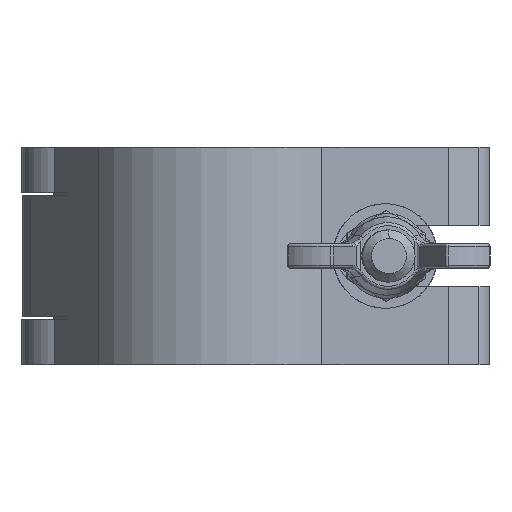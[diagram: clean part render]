
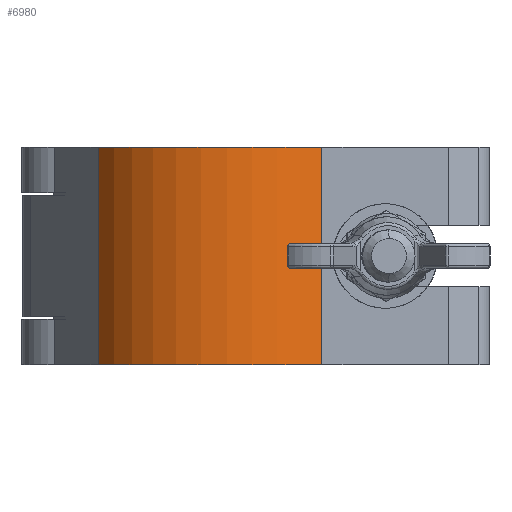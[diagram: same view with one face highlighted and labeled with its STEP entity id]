
A CAD part, front view. The second image highlights one B-rep face of the part: STEP entity #6980.
In plain terms, the highlighted cylindrical face has radius 35.4 mm (diameter 70.8 mm), a partial arc.
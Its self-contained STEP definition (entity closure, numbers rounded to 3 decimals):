
#274 = AXIS2_PLACEMENT_3D ( 'NONE', #5629, #6456, #3425 ) ;
#988 = CARTESIAN_POINT ( 'NONE',  ( 16.54, 43.218, 24.95 ) ) ;
#1050 = ORIENTED_EDGE ( 'NONE', *, *, #6555, .T. ) ;
#1108 = EDGE_LOOP ( 'NONE', ( #1050, #3126, #2539, #6944 ) ) ;
#1165 = CARTESIAN_POINT ( 'NONE',  ( 67.5, 54.04, 24.95 ) ) ;
#1438 = VERTEX_POINT ( 'NONE', #2983 ) ;
#1834 = LINE ( 'NONE', #1165, #9112 ) ;
#1889 = DIRECTION ( 'NONE',  ( 0., 0., 1. ) ) ;
#2018 = VERTEX_POINT ( 'NONE', #3492 ) ;
#2539 = ORIENTED_EDGE ( 'NONE', *, *, #8262, .F. ) ;
#2610 = CARTESIAN_POINT ( 'NONE',  ( 67.5, 54.04, 24.95 ) ) ;
#2793 = DIRECTION ( 'NONE',  ( 0., 0., 1. ) ) ;
#2983 = CARTESIAN_POINT ( 'NONE',  ( 16.54, 43.218, 24.95 ) ) ;
#3088 = VERTEX_POINT ( 'NONE', #4476 ) ;
#3126 = ORIENTED_EDGE ( 'NONE', *, *, #5736, .F. ) ;
#3425 = DIRECTION ( 'NONE',  ( -1., 0., 0. ) ) ;
#3459 = CYLINDRICAL_SURFACE ( 'NONE', #274, 35.4 ) ;
#3492 = CARTESIAN_POINT ( 'NONE',  ( 16.54, 43.218, -24.95 ) ) ;
#3873 = AXIS2_PLACEMENT_3D ( 'NONE', #5593, #1889, #7825 ) ;
#3892 = DIRECTION ( 'NONE',  ( 0., 0., -1. ) ) ;
#4476 = CARTESIAN_POINT ( 'NONE',  ( 67.5, 54.04, -24.95 ) ) ;
#5072 = CARTESIAN_POINT ( 'NONE',  ( 47., 25.18, -24.95 ) ) ;
#5515 = LINE ( 'NONE', #988, #7268 ) ;
#5593 = CARTESIAN_POINT ( 'NONE',  ( 47., 25.18, 24.95 ) ) ;
#5629 = CARTESIAN_POINT ( 'NONE',  ( 47., 25.18, 24.95 ) ) ;
#5736 = EDGE_CURVE ( 'NONE', #1438, #2018, #5515, .T. ) ;
#6068 = CIRCLE ( 'NONE', #3873, 35.4 ) ;
#6419 = VERTEX_POINT ( 'NONE', #2610 ) ;
#6430 = DIRECTION ( 'NONE',  ( 0., 0., -1. ) ) ;
#6456 = DIRECTION ( 'NONE',  ( 0., 0., -1. ) ) ;
#6555 = EDGE_CURVE ( 'NONE', #3088, #2018, #9707, .T. ) ;
#6595 = DIRECTION ( 'NONE',  ( 1., 0., 0. ) ) ;
#6944 = ORIENTED_EDGE ( 'NONE', *, *, #7871, .T. ) ;
#6980 = ADVANCED_FACE ( 'NONE', ( #7139 ), #3459, .T. ) ;
#7139 = FACE_OUTER_BOUND ( 'NONE', #1108, .T. ) ;
#7268 = VECTOR ( 'NONE', #3892, 1000. ) ;
#7723 = AXIS2_PLACEMENT_3D ( 'NONE', #5072, #2793, #6595 ) ;
#7825 = DIRECTION ( 'NONE',  ( 1., 0., 0. ) ) ;
#7871 = EDGE_CURVE ( 'NONE', #6419, #3088, #1834, .T. ) ;
#8262 = EDGE_CURVE ( 'NONE', #6419, #1438, #6068, .T. ) ;
#9112 = VECTOR ( 'NONE', #6430, 1000. ) ;
#9707 = CIRCLE ( 'NONE', #7723, 35.4 ) ;
